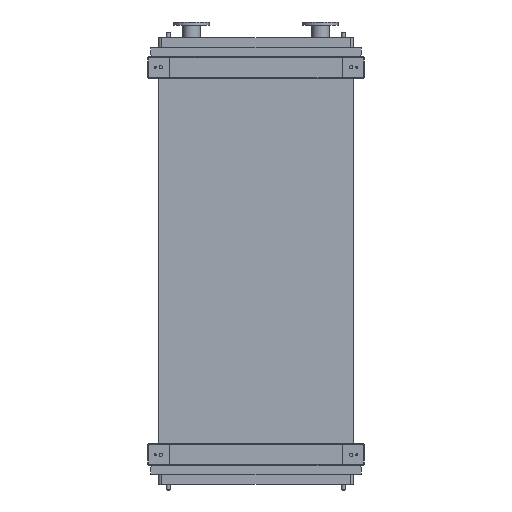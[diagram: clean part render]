
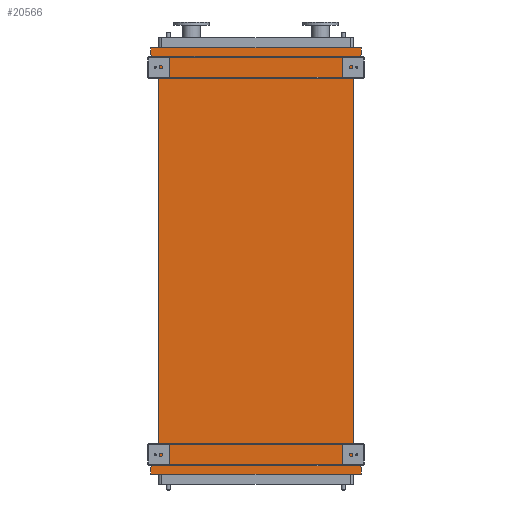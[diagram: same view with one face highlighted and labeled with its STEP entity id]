
A CAD part, front view. The second image highlights one B-rep face of the part: STEP entity #20566.
In plain terms, the highlighted planar face has unit normal (0, -1, 0).
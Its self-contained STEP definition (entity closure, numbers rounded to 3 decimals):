
#442 = DIRECTION ( 'NONE',  ( 0.655, 0., -0.755 ) ) ;
#608 = ORIENTED_EDGE ( 'NONE', *, *, #15926, .F. ) ;
#866 = VERTEX_POINT ( 'NONE', #6702 ) ;
#984 = ORIENTED_EDGE ( 'NONE', *, *, #9675, .F. ) ;
#1202 = ORIENTED_EDGE ( 'NONE', *, *, #9793, .F. ) ;
#1281 = VERTEX_POINT ( 'NONE', #2069 ) ;
#1372 = DIRECTION ( 'NONE',  ( 0., 0., 1. ) ) ;
#1422 = VECTOR ( 'NONE', #7257, 1000. ) ;
#1457 = CARTESIAN_POINT ( 'NONE',  ( -651., 0., 53. ) ) ;
#1770 = LINE ( 'NONE', #21367, #6667 ) ;
#2069 = CARTESIAN_POINT ( 'NONE',  ( -651., 0., -2545. ) ) ;
#3367 = DIRECTION ( 'NONE',  ( -0.655, 0., 0.755 ) ) ;
#3825 = LINE ( 'NONE', #16266, #8827 ) ;
#3984 = VECTOR ( 'NONE', #22550, 1000. ) ;
#4356 = DIRECTION ( 'NONE',  ( -0.655, 0., -0.755 ) ) ;
#4361 = ORIENTED_EDGE ( 'NONE', *, *, #9607, .F. ) ;
#4424 = VERTEX_POINT ( 'NONE', #21521 ) ;
#5071 = VERTEX_POINT ( 'NONE', #6357 ) ;
#5626 = CARTESIAN_POINT ( 'NONE',  ( -651., 0., -2545. ) ) ;
#5785 = VERTEX_POINT ( 'NONE', #13249 ) ;
#5861 = CARTESIAN_POINT ( 'NONE',  ( 651., 0., -2545. ) ) ;
#5958 = VERTEX_POINT ( 'NONE', #19291 ) ;
#6017 = LINE ( 'NONE', #9815, #10439 ) ;
#6104 = ORIENTED_EDGE ( 'NONE', *, *, #9924, .F. ) ;
#6261 = VERTEX_POINT ( 'NONE', #23799 ) ;
#6357 = CARTESIAN_POINT ( 'NONE',  ( -651., 0., 95. ) ) ;
#6404 = CARTESIAN_POINT ( 'NONE',  ( -605., 0., 0. ) ) ;
#6623 = VECTOR ( 'NONE', #4356, 1000. ) ;
#6667 = VECTOR ( 'NONE', #8222, 1000. ) ;
#6689 = ORIENTED_EDGE ( 'NONE', *, *, #10072, .F. ) ;
#6702 = CARTESIAN_POINT ( 'NONE',  ( 605., 0., -2450. ) ) ;
#7033 = PLANE ( 'NONE',  #19896 ) ;
#7257 = DIRECTION ( 'NONE',  ( 0.655, 0., 0.755 ) ) ;
#8094 = VECTOR ( 'NONE', #1372, 1000. ) ;
#8222 = DIRECTION ( 'NONE',  ( 1., 0., 0. ) ) ;
#8525 = DIRECTION ( 'NONE',  ( 0., 0., -1. ) ) ;
#8597 = EDGE_CURVE ( 'NONE', #866, #6261, #3825, .T. ) ;
#8827 = VECTOR ( 'NONE', #18176, 1000. ) ;
#8837 = FACE_OUTER_BOUND ( 'NONE', #19168, .T. ) ;
#8949 = DIRECTION ( 'NONE',  ( 0., 0., -1. ) ) ;
#9226 = VERTEX_POINT ( 'NONE', #12509 ) ;
#9461 = EDGE_CURVE ( 'NONE', #9226, #6261, #16622, .T. ) ;
#9607 = EDGE_CURVE ( 'NONE', #17050, #9226, #9867, .T. ) ;
#9675 = EDGE_CURVE ( 'NONE', #5785, #5071, #18092, .T. ) ;
#9747 = EDGE_CURVE ( 'NONE', #19960, #5785, #21908, .T. ) ;
#9793 = EDGE_CURVE ( 'NONE', #15529, #11839, #10763, .T. ) ;
#9815 = CARTESIAN_POINT ( 'NONE',  ( 605., 0., -2450. ) ) ;
#9867 = LINE ( 'NONE', #15956, #14264 ) ;
#9924 = EDGE_CURVE ( 'NONE', #1281, #15529, #23956, .T. ) ;
#9997 = EDGE_CURVE ( 'NONE', #5958, #1281, #12818, .T. ) ;
#10072 = EDGE_CURVE ( 'NONE', #4424, #5958, #15989, .T. ) ;
#10080 = EDGE_CURVE ( 'NONE', #866, #4424, #6017, .T. ) ;
#10439 = VECTOR ( 'NONE', #442, 1000. ) ;
#10763 = LINE ( 'NONE', #22236, #1422 ) ;
#11143 = ORIENTED_EDGE ( 'NONE', *, *, #9997, .F. ) ;
#11213 = CARTESIAN_POINT ( 'NONE',  ( -605., 0., -2450. ) ) ;
#11727 = ORIENTED_EDGE ( 'NONE', *, *, #10080, .F. ) ;
#11839 = VERTEX_POINT ( 'NONE', #11213 ) ;
#11943 = VECTOR ( 'NONE', #3367, 1000. ) ;
#12231 = VECTOR ( 'NONE', #20898, 1000. ) ;
#12509 = CARTESIAN_POINT ( 'NONE',  ( 651., 0., 53. ) ) ;
#12818 = LINE ( 'NONE', #5861, #12231 ) ;
#13163 = CARTESIAN_POINT ( 'NONE',  ( -651., 0., -2503. ) ) ;
#13249 = CARTESIAN_POINT ( 'NONE',  ( -651., 0., 53. ) ) ;
#13755 = ORIENTED_EDGE ( 'NONE', *, *, #9461, .F. ) ;
#14264 = VECTOR ( 'NONE', #8525, 1000. ) ;
#14329 = ORIENTED_EDGE ( 'NONE', *, *, #16516, .F. ) ;
#15116 = CARTESIAN_POINT ( 'NONE',  ( -605., 0., -2450. ) ) ;
#15529 = VERTEX_POINT ( 'NONE', #13163 ) ;
#15926 = EDGE_CURVE ( 'NONE', #11839, #19960, #19631, .T. ) ;
#15956 = CARTESIAN_POINT ( 'NONE',  ( 651., 0., 95. ) ) ;
#15989 = LINE ( 'NONE', #21068, #16597 ) ;
#16217 = CARTESIAN_POINT ( 'NONE',  ( 651., 0., 95. ) ) ;
#16266 = CARTESIAN_POINT ( 'NONE',  ( 605., 0., -2450. ) ) ;
#16304 = CARTESIAN_POINT ( 'NONE',  ( -605., 0., -2450. ) ) ;
#16516 = EDGE_CURVE ( 'NONE', #5071, #17050, #1770, .T. ) ;
#16597 = VECTOR ( 'NONE', #22956, 1000. ) ;
#16622 = LINE ( 'NONE', #19361, #6623 ) ;
#17050 = VERTEX_POINT ( 'NONE', #16217 ) ;
#18092 = LINE ( 'NONE', #1457, #8094 ) ;
#18176 = DIRECTION ( 'NONE',  ( 0., 0., 1. ) ) ;
#18859 = DIRECTION ( 'NONE',  ( 0., 0., 1. ) ) ;
#19168 = EDGE_LOOP ( 'NONE', ( #23152, #13755, #4361, #14329, #984, #19909, #608, #1202, #6104, #11143, #6689, #11727 ) ) ;
#19291 = CARTESIAN_POINT ( 'NONE',  ( 651., 0., -2545. ) ) ;
#19361 = CARTESIAN_POINT ( 'NONE',  ( 651., 0., 53. ) ) ;
#19631 = LINE ( 'NONE', #15116, #24036 ) ;
#19896 = AXIS2_PLACEMENT_3D ( 'NONE', #16304, #20176, #8949 ) ;
#19909 = ORIENTED_EDGE ( 'NONE', *, *, #9747, .F. ) ;
#19960 = VERTEX_POINT ( 'NONE', #6404 ) ;
#20176 = DIRECTION ( 'NONE',  ( 0., -1., 0. ) ) ;
#20566 = ADVANCED_FACE ( 'NONE', ( #8837 ), #7033, .T. ) ;
#20898 = DIRECTION ( 'NONE',  ( -1., 0., 0. ) ) ;
#21068 = CARTESIAN_POINT ( 'NONE',  ( 651., 0., -2503. ) ) ;
#21367 = CARTESIAN_POINT ( 'NONE',  ( -651., 0., 95. ) ) ;
#21521 = CARTESIAN_POINT ( 'NONE',  ( 651., 0., -2503. ) ) ;
#21908 = LINE ( 'NONE', #22072, #11943 ) ;
#22072 = CARTESIAN_POINT ( 'NONE',  ( -605., 0., 0. ) ) ;
#22236 = CARTESIAN_POINT ( 'NONE',  ( -651., 0., -2503. ) ) ;
#22550 = DIRECTION ( 'NONE',  ( 0., 0., 1. ) ) ;
#22956 = DIRECTION ( 'NONE',  ( 0., 0., -1. ) ) ;
#23152 = ORIENTED_EDGE ( 'NONE', *, *, #8597, .T. ) ;
#23799 = CARTESIAN_POINT ( 'NONE',  ( 605., 0., 0. ) ) ;
#23956 = LINE ( 'NONE', #5626, #3984 ) ;
#24036 = VECTOR ( 'NONE', #18859, 1000. ) ;
